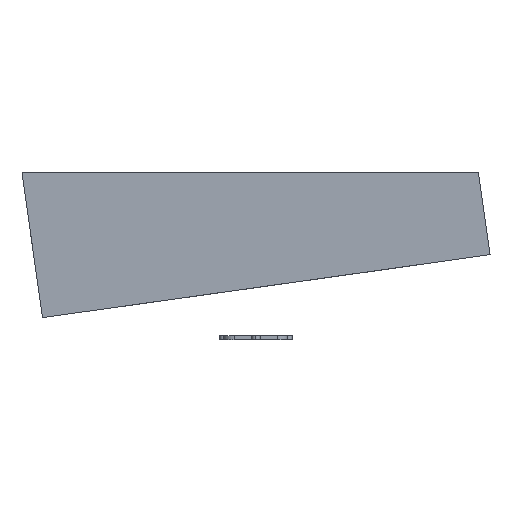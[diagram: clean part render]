
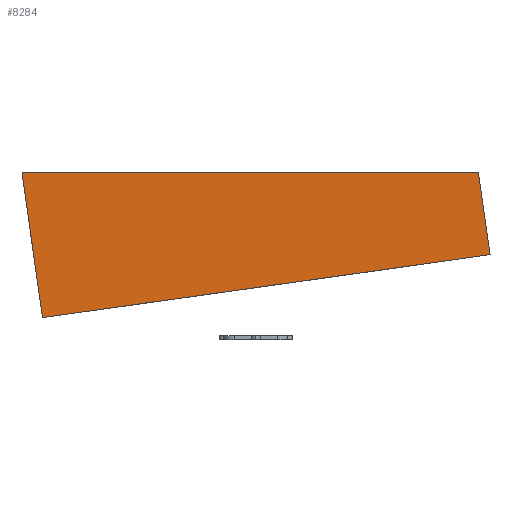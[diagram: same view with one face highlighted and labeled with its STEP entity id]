
A CAD part, left-side view. The second image highlights one B-rep face of the part: STEP entity #8284.
In plain terms, the highlighted planar face has unit normal (-1, 0, 0).
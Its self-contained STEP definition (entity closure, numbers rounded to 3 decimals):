
#1582=CARTESIAN_POINT('',(-4.918,111.903,-6.553));
#1583=VERTEX_POINT('',#1582);
#1584=CARTESIAN_POINT('',(-4.918,5.944,8.338));
#1585=VERTEX_POINT('',#1584);
#1586=CARTESIAN_POINT('',(-4.918,111.903,-6.553));
#1587=DIRECTION('',(0.,-0.99,0.139));
#1588=VECTOR('',#1587,107.);
#1589=LINE('',#1586,#1588);
#1590=EDGE_CURVE('',#1583,#1585,#1589,.T.);
#8220=CARTESIAN_POINT('',(-4.918,116.74,27.869));
#8221=VERTEX_POINT('',#8220);
#8222=CARTESIAN_POINT('',(-4.918,116.74,27.869));
#8223=DIRECTION('',(0.,-0.139,-0.99));
#8224=VECTOR('',#8223,34.761);
#8225=LINE('',#8222,#8224);
#8226=EDGE_CURVE('',#8221,#1583,#8225,.T.);
#8261=CARTESIAN_POINT('',(-4.918,13.741,25.869));
#8262=DIRECTION('',(-1.,0.,0.));
#8263=DIRECTION('',(0.,-1.,-0.));
#8264=AXIS2_PLACEMENT_3D('',#8261,#8262,#8263);
#8265=PLANE('',#8264);
#8266=ORIENTED_EDGE('',*,*,#8226,.T.);
#8267=ORIENTED_EDGE('',*,*,#1590,.T.);
#8268=CARTESIAN_POINT('',(-4.918,8.689,27.869));
#8269=VERTEX_POINT('',#8268);
#8270=CARTESIAN_POINT('',(-4.918,8.689,27.869));
#8271=DIRECTION('',(-0.,-0.139,-0.99));
#8272=VECTOR('',#8271,19.723);
#8273=LINE('',#8270,#8272);
#8274=EDGE_CURVE('',#8269,#1585,#8273,.T.);
#8275=ORIENTED_EDGE('',*,*,#8274,.F.);
#8276=CARTESIAN_POINT('',(-4.918,8.689,27.869));
#8277=DIRECTION('',(-0.,1.,0.));
#8278=VECTOR('',#8277,108.052);
#8279=LINE('',#8276,#8278);
#8280=EDGE_CURVE('',#8269,#8221,#8279,.T.);
#8281=ORIENTED_EDGE('',*,*,#8280,.T.);
#8282=EDGE_LOOP('',(#8266,#8267,#8275,#8281));
#8283=FACE_BOUND('',#8282,.T.);
#8284=ADVANCED_FACE('',(#8283),#8265,.T.);
